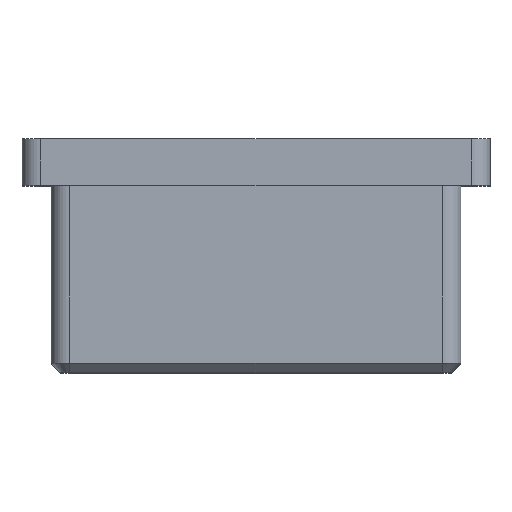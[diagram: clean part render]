
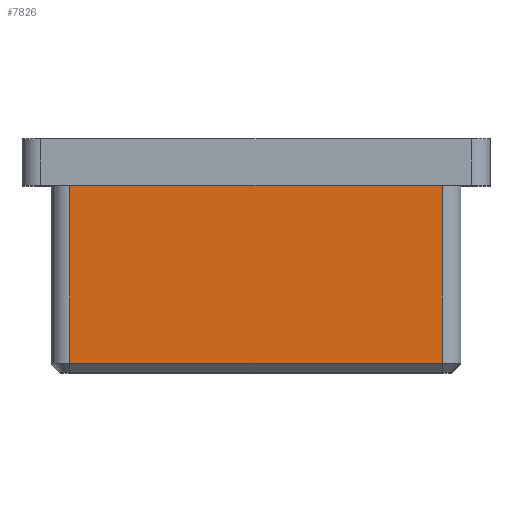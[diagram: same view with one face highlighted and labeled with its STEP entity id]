
A CAD part, top view. The second image highlights one B-rep face of the part: STEP entity #7826.
In plain terms, the highlighted planar face has unit normal (0, 0, 1).
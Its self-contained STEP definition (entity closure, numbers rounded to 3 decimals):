
#1392 = EDGE_LOOP ( 'NONE', ( #3796, #6098, #11606, #11504 ) ) ;
#1826 = VERTEX_POINT ( 'NONE', #18008 ) ;
#2495 = EDGE_CURVE ( 'NONE', #10761, #1826, #11684, .T. ) ;
#2500 = CARTESIAN_POINT ( 'NONE',  ( -21.9, -20., 21.9 ) ) ;
#2715 = EDGE_CURVE ( 'NONE', #8369, #15056, #9392, .T. ) ;
#2909 = CARTESIAN_POINT ( 'NONE',  ( 19.9, -19., 21.9 ) ) ;
#3796 = ORIENTED_EDGE ( 'NONE', *, *, #16210, .T. ) ;
#3985 = DIRECTION ( 'NONE',  ( 0., 0., -1. ) ) ;
#4071 = DIRECTION ( 'NONE',  ( 1., 0., 0. ) ) ;
#4796 = DIRECTION ( 'NONE',  ( -1., 0., 0. ) ) ;
#5209 = DIRECTION ( 'NONE',  ( 0., 1., 0. ) ) ;
#5442 = VECTOR ( 'NONE', #4071, 1000. ) ;
#5861 = CARTESIAN_POINT ( 'NONE',  ( -21.9, 0., 21.9 ) ) ;
#6098 = ORIENTED_EDGE ( 'NONE', *, *, #2715, .T. ) ;
#6396 = CARTESIAN_POINT ( 'NONE',  ( -19.9, -19., 21.9 ) ) ;
#7039 = EDGE_CURVE ( 'NONE', #15056, #10761, #15928, .T. ) ;
#7826 = ADVANCED_FACE ( 'NONE', ( #16831 ), #11426, .F. ) ;
#8347 = CARTESIAN_POINT ( 'NONE',  ( -19.9, -20., 21.9 ) ) ;
#8369 = VERTEX_POINT ( 'NONE', #6396 ) ;
#8888 = DIRECTION ( 'NONE',  ( -1., 0., 0. ) ) ;
#9347 = AXIS2_PLACEMENT_3D ( 'NONE', #2500, #3985, #4796 ) ;
#9392 = LINE ( 'NONE', #12932, #5442 ) ;
#10761 = VERTEX_POINT ( 'NONE', #15532 ) ;
#11426 = PLANE ( 'NONE',  #9347 ) ;
#11504 = ORIENTED_EDGE ( 'NONE', *, *, #2495, .T. ) ;
#11606 = ORIENTED_EDGE ( 'NONE', *, *, #7039, .T. ) ;
#11684 = LINE ( 'NONE', #5861, #15155 ) ;
#12528 = CARTESIAN_POINT ( 'NONE',  ( 19.9, -20., 21.9 ) ) ;
#12932 = CARTESIAN_POINT ( 'NONE',  ( 19.9, -19., 21.9 ) ) ;
#15056 = VERTEX_POINT ( 'NONE', #2909 ) ;
#15155 = VECTOR ( 'NONE', #8888, 1000. ) ;
#15273 = LINE ( 'NONE', #8347, #15974 ) ;
#15532 = CARTESIAN_POINT ( 'NONE',  ( 19.9, 0., 21.9 ) ) ;
#15928 = LINE ( 'NONE', #12528, #18964 ) ;
#15974 = VECTOR ( 'NONE', #17224, 1000. ) ;
#16210 = EDGE_CURVE ( 'NONE', #1826, #8369, #15273, .T. ) ;
#16831 = FACE_OUTER_BOUND ( 'NONE', #1392, .T. ) ;
#17224 = DIRECTION ( 'NONE',  ( 0., -1., 0. ) ) ;
#18008 = CARTESIAN_POINT ( 'NONE',  ( -19.9, 0., 21.9 ) ) ;
#18964 = VECTOR ( 'NONE', #5209, 1000. ) ;
